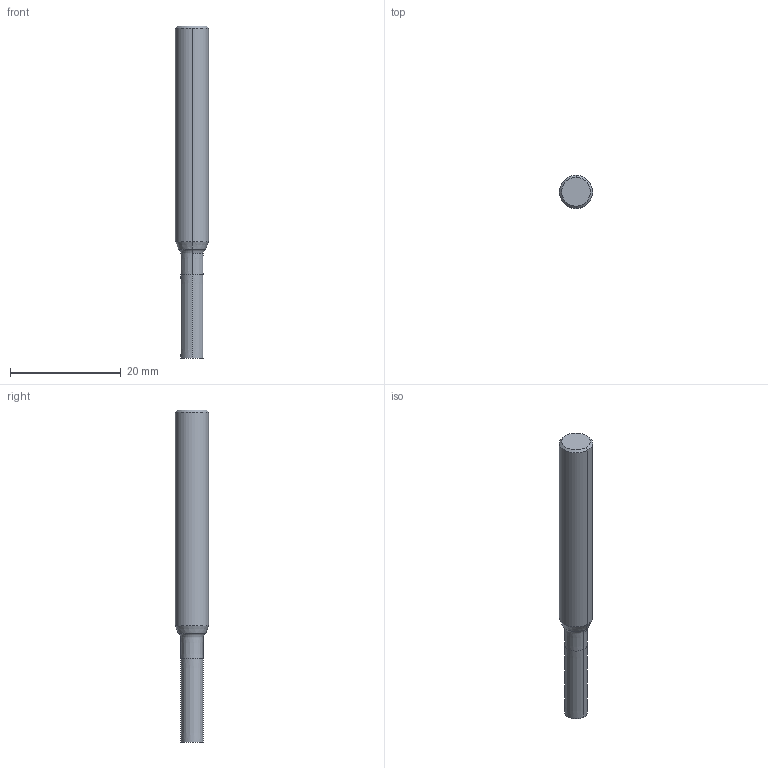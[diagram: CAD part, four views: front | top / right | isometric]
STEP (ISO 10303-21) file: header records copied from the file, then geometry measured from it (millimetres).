
FILE_DESCRIPTION(('no description'),'unknown implementation level');
FILE_NAME('solidP2mmR2uzgOOKGWDaKhUUSLs_RDQ_1.STP',' ',('CIMSOURCE GmbH'),('CADClick - KiM GmbH - www.kimweb.de'),'unknown preprocess','ACIS','unknown authorization');
FILE_SCHEMA(('automotive_design'));
Length unit declared in the file: millimetre
Products named in the file (2): 1; 2
Bounding box: 6 x 6 x 60 mm (x, y, z)
Volume: 1381.7 mm3; surface area: 1128.1 mm2
Topology: 3 solids, 3 shells, 21 faces, 38 edges, 21 vertices
Faces by surface type: cone 10, plane 5, torus 4, cylinder 2
Entity records: 1018 total; most frequent: DIRECTION 114, CARTESIAN_POINT 84, STYLED_ITEM 80, PRESENTATION_STYLE_ASSIGNMENT 80, COLOUR_RGB 80, ORIENTED_EDGE 72, AXIS2_PLACEMENT_3D 51, EDGE_CURVE 36
